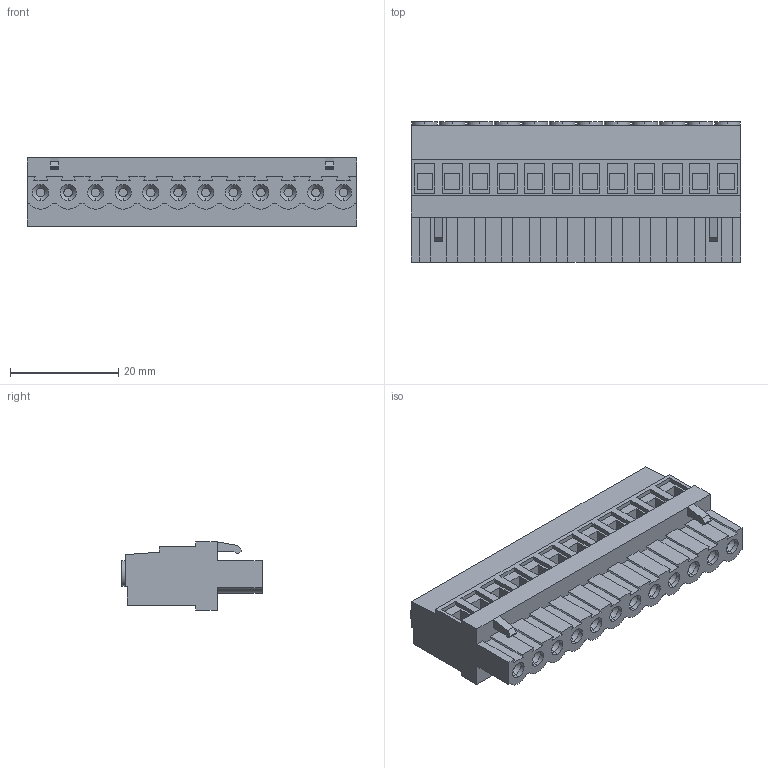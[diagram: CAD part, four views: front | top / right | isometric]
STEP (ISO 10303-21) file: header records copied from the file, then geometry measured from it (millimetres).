
FILE_DESCRIPTION (( 'STEP AP203' ), '1' );
FILE_NAME ('SOKETLI BASKILI DEVRE KLEMENSI - 5,08 MM DIK DISI - 12 LI.STEP', '2018-09-11T13:22:10', ( 'user' ), ( '' ), 'SwSTEP 2.0', 'SolidWorks 2016', '' );
FILE_SCHEMA (( 'CONFIG_CONTROL_DESIGN' ));
Length unit declared in the file: millimetre
Products named in the file (1): SOKETLI BASKILI DEVRE KLEMENSI - 5,08 MM DIK DISI - 12 LI
Bounding box: 60.9 x 25.9 x 12.6 mm (x, y, z)
Volume: 12297.3 mm3; surface area: 7770.1 mm2
Topology: 1 solids, 1 shells, 444 faces, 1130 edges, 736 vertices
Faces by surface type: plane 300, cylinder 120, cone 24
Entity records: 13451 total; most frequent: CARTESIAN_POINT 2311, DIRECTION 2308, ORIENTED_EDGE 2260, EDGE_CURVE 1130, VECTOR 842, LINE 842, VERTEX_POINT 736, AXIS2_PLACEMENT_3D 733
